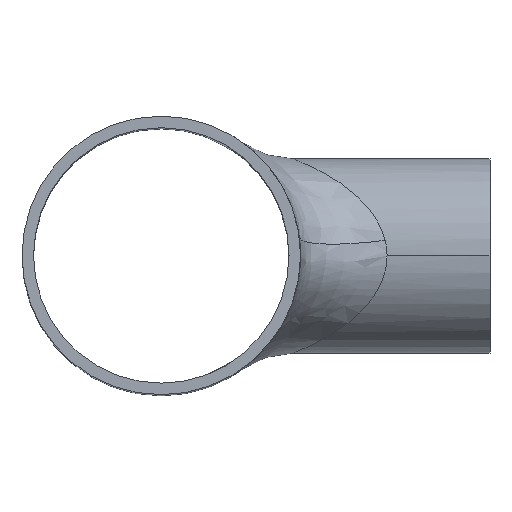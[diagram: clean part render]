
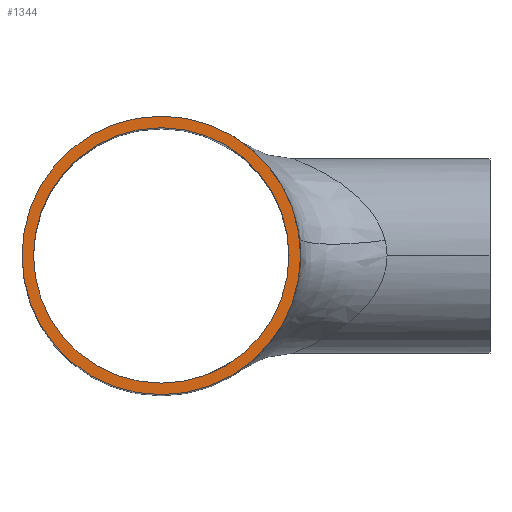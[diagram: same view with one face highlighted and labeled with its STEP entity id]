
A CAD part, top view. The second image highlights one B-rep face of the part: STEP entity #1344.
In plain terms, the highlighted planar face has unit normal (0, 0, 1).
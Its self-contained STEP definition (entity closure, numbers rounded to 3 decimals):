
#49 = CIRCLE ( 'NONE', #147, 22.15 ) ;
#61 = VERTEX_POINT ( 'NONE', #1818 ) ;
#89 = DIRECTION ( 'NONE',  ( 0., 0., 1. ) ) ;
#147 = AXIS2_PLACEMENT_3D ( 'NONE', #1416, #89, #676 ) ;
#215 = CARTESIAN_POINT ( 'NONE',  ( 0., 0., 57. ) ) ;
#253 = VERTEX_POINT ( 'NONE', #1380 ) ;
#338 = CARTESIAN_POINT ( 'NONE',  ( 0., 0., 57. ) ) ;
#373 = ORIENTED_EDGE ( 'NONE', *, *, #1119, .F. ) ;
#449 = AXIS2_PLACEMENT_3D ( 'NONE', #338, #928, #793 ) ;
#496 = ORIENTED_EDGE ( 'NONE', *, *, #771, .F. ) ;
#517 = VERTEX_POINT ( 'NONE', #1665 ) ;
#527 = EDGE_LOOP ( 'NONE', ( #373, #496 ) ) ;
#584 = DIRECTION ( 'NONE',  ( 0., 0., 1. ) ) ;
#676 = DIRECTION ( 'NONE',  ( 1., 0., 0. ) ) ;
#712 = FACE_OUTER_BOUND ( 'NONE', #935, .T. ) ;
#771 = EDGE_CURVE ( 'NONE', #1408, #253, #49, .T. ) ;
#793 = DIRECTION ( 'NONE',  ( 1., 0., 0. ) ) ;
#817 = CIRCLE ( 'NONE', #1573, 24.15 ) ;
#821 = ORIENTED_EDGE ( 'NONE', *, *, #1726, .T. ) ;
#825 = CARTESIAN_POINT ( 'NONE',  ( 0., 0., 57. ) ) ;
#928 = DIRECTION ( 'NONE',  ( 0., 0., 1. ) ) ;
#935 = EDGE_LOOP ( 'NONE', ( #1387, #821 ) ) ;
#960 = CARTESIAN_POINT ( 'NONE',  ( 22.15, 0., 57. ) ) ;
#1018 = DIRECTION ( 'NONE',  ( 1., 0., 0. ) ) ;
#1044 = CIRCLE ( 'NONE', #1381, 24.15 ) ;
#1061 = EDGE_CURVE ( 'NONE', #517, #61, #1044, .T. ) ;
#1119 = EDGE_CURVE ( 'NONE', #253, #1408, #1293, .T. ) ;
#1224 = AXIS2_PLACEMENT_3D ( 'NONE', #1475, #584, #1018 ) ;
#1293 = CIRCLE ( 'NONE', #449, 22.15 ) ;
#1305 = DIRECTION ( 'NONE',  ( 0., 0., 1. ) ) ;
#1344 = ADVANCED_FACE ( 'NONE', ( #1456, #712 ), #1775, .T. ) ;
#1380 = CARTESIAN_POINT ( 'NONE',  ( -22.15, 0., 57. ) ) ;
#1381 = AXIS2_PLACEMENT_3D ( 'NONE', #215, #1689, #1858 ) ;
#1387 = ORIENTED_EDGE ( 'NONE', *, *, #1061, .T. ) ;
#1408 = VERTEX_POINT ( 'NONE', #960 ) ;
#1416 = CARTESIAN_POINT ( 'NONE',  ( 0., 0., 57. ) ) ;
#1422 = DIRECTION ( 'NONE',  ( 1., 0., 0. ) ) ;
#1456 = FACE_BOUND ( 'NONE', #527, .T. ) ;
#1475 = CARTESIAN_POINT ( 'NONE',  ( 0., 0., 57. ) ) ;
#1573 = AXIS2_PLACEMENT_3D ( 'NONE', #825, #1305, #1422 ) ;
#1665 = CARTESIAN_POINT ( 'NONE',  ( -24.15, 0., 57. ) ) ;
#1689 = DIRECTION ( 'NONE',  ( 0., 0., 1. ) ) ;
#1726 = EDGE_CURVE ( 'NONE', #61, #517, #817, .T. ) ;
#1775 = PLANE ( 'NONE',  #1224 ) ;
#1818 = CARTESIAN_POINT ( 'NONE',  ( 24.15, 0., 57. ) ) ;
#1858 = DIRECTION ( 'NONE',  ( 1., 0., 0. ) ) ;
